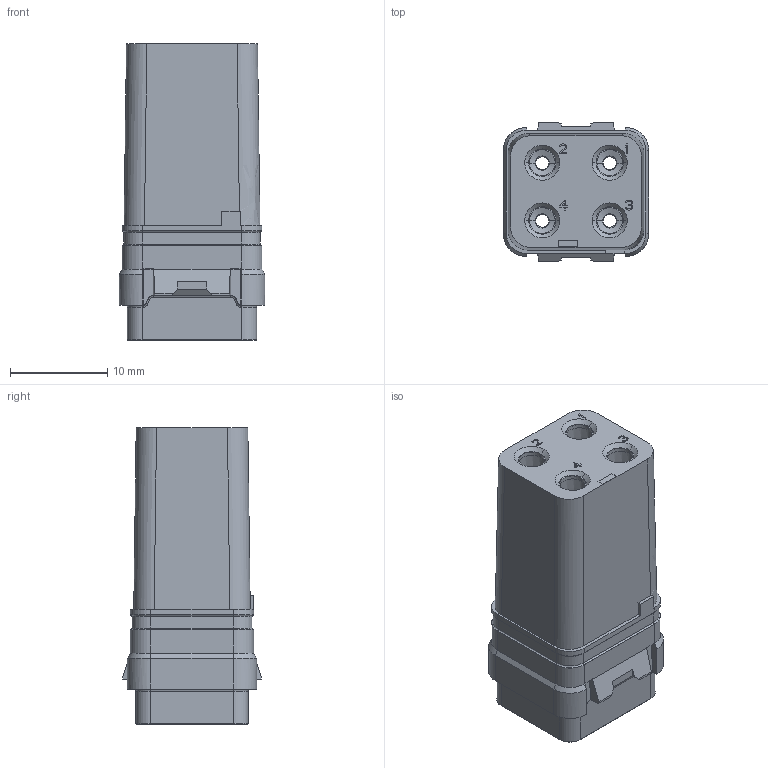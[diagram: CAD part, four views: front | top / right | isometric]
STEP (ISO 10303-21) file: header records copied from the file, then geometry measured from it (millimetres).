
FILE_DESCRIPTION((''),'2;1');
FILE_NAME('SIM3M0412SN','2020-08-21T',('presta_be4'),(''),'CREO PARAMETRIC BY PTC INC, 2018360','CREO PARAMETRIC BY PTC INC, 2018360','');
FILE_SCHEMA(('CONFIG_CONTROL_DESIGN'));
Length unit declared in the file: millimetre
Products named in the file (1): SIM3M0412SN
Bounding box: 15 x 14.3 x 30.53 mm (x, y, z)
Volume: 3206.1 mm3; surface area: 3954.5 mm2
Topology: 1 solids, 1 shells, 1179 faces, 2918 edges, 1778 vertices
Faces by surface type: plane 431, cylinder 228, bspline 196, torus 176, cone 100, sphere 48
Entity records: 42047 total; most frequent: CARTESIAN_POINT 15350, ORIENTED_EDGE 5836, DIRECTION 5300, EDGE_CURVE 2918, AXIS2_PLACEMENT_3D 2013, VERTEX_POINT 1778, VECTOR 1274, LINE 1274
